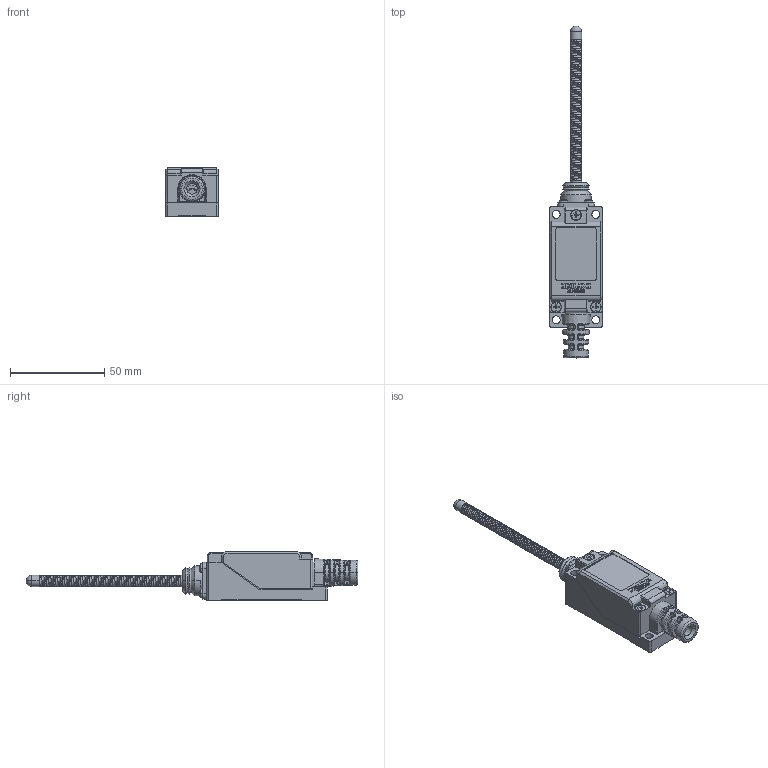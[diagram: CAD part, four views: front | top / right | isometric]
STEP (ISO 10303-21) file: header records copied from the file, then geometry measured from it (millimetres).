
FILE_DESCRIPTION((''),'2;1');
FILE_NAME('LXJMH-9101_SW0001','2022-03-10T',('xiangyu.li'),(''),'PRO/ENGINEER BY PARAMETRIC TECHNOLOGY CORPORATION, 2015440','PRO/ENGINEER BY PARAMETRIC TECHNOLOGY CORPORATION, 2015440','');
FILE_SCHEMA(('CONFIG_CONTROL_DESIGN'));
Products named in the file (1): LXJMH-9101_SW0001
Bounding box: 28 x 176.25 x 26 mm (x, y, z)
Volume: 21207.5 mm3; surface area: 22520.8 mm2
Topology: 1 solids, 2 shells, 1335 faces, 3527 edges, 2239 vertices
Faces by surface type: plane 673, cylinder 225, extrusion 176, bspline 116, cone 81, torus 54, sphere 10
Entity records: 103075 total; most frequent: CARTESIAN_POINT 71034, ORIENTED_EDGE 7050, DIRECTION 5899, EDGE_CURVE 3525, VECTOR 2293, VERTEX_POINT 2239, LINE 2117, AXIS2_PLACEMENT_3D 1803
